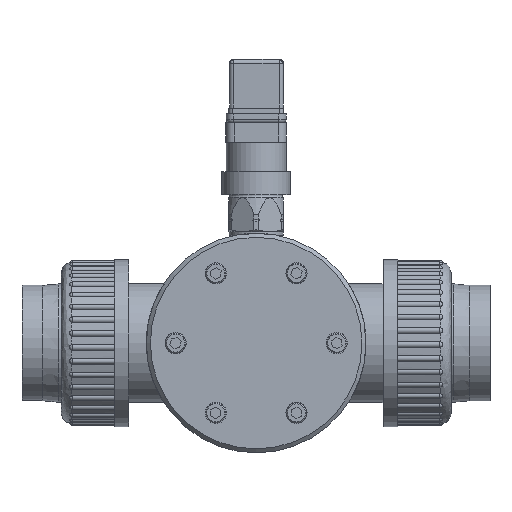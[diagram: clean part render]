
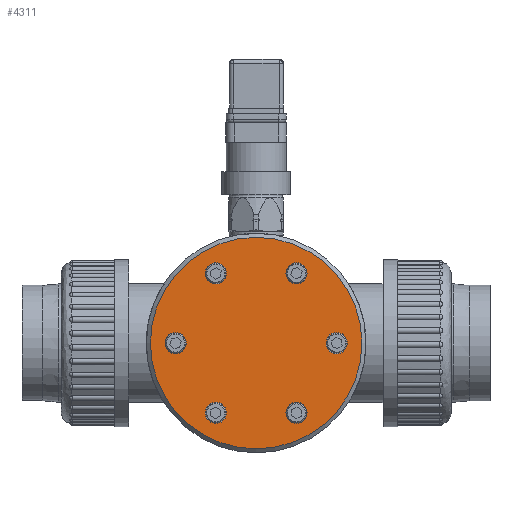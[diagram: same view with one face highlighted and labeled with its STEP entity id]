
A CAD part, front view. The second image highlights one B-rep face of the part: STEP entity #4311.
In plain terms, the highlighted planar face has unit normal (0, -1, 0).
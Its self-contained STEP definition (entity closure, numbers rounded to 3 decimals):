
#257 = AXIS2_PLACEMENT_3D ( 'NONE', #371, #18237, #3555 ) ;
#371 = CARTESIAN_POINT ( 'NONE',  ( 40., 0., 0. ) ) ;
#436 = VERTEX_POINT ( 'NONE', #11901 ) ;
#705 = AXIS2_PLACEMENT_3D ( 'NONE', #20601, #17156, #5932 ) ;
#1211 = CARTESIAN_POINT ( 'NONE',  ( -20., 0., -39.891 ) ) ;
#1318 = VERTEX_POINT ( 'NONE', #8171 ) ;
#1899 = DIRECTION ( 'NONE',  ( 0., 0., -1. ) ) ;
#2128 = EDGE_LOOP ( 'NONE', ( #2321 ) ) ;
#2270 = VERTEX_POINT ( 'NONE', #8833 ) ;
#2321 = ORIENTED_EDGE ( 'NONE', *, *, #5947, .F. ) ;
#2461 = CARTESIAN_POINT ( 'NONE',  ( 0., 0., 0. ) ) ;
#2589 = AXIS2_PLACEMENT_3D ( 'NONE', #9644, #21099, #1899 ) ;
#2639 = EDGE_LOOP ( 'NONE', ( #15195 ) ) ;
#2676 = CIRCLE ( 'NONE', #10230, 5.25 ) ;
#2917 = DIRECTION ( 'NONE',  ( 0., 0., -1. ) ) ;
#2956 = CARTESIAN_POINT ( 'NONE',  ( 20., 0., 34.641 ) ) ;
#3555 = DIRECTION ( 'NONE',  ( 0., 0., -1. ) ) ;
#4006 = CIRCLE ( 'NONE', #4697, 5.25 ) ;
#4070 = EDGE_CURVE ( 'NONE', #8940, #8940, #5691, .T. ) ;
#4311 = ADVANCED_FACE ( 'NONE', ( #10637, #20256, #6021, #9341, #20581, #5593, #5700 ), #12227, .F. ) ;
#4629 = VERTEX_POINT ( 'NONE', #1211 ) ;
#4697 = AXIS2_PLACEMENT_3D ( 'NONE', #20839, #11087, #2917 ) ;
#5158 = CARTESIAN_POINT ( 'NONE',  ( 0., 0., 52.5 ) ) ;
#5547 = EDGE_CURVE ( 'NONE', #2270, #2270, #19165, .T. ) ;
#5593 = FACE_BOUND ( 'NONE', #2639, .T. ) ;
#5691 = CIRCLE ( 'NONE', #2589, 5.25 ) ;
#5700 = FACE_OUTER_BOUND ( 'NONE', #8841, .T. ) ;
#5932 = DIRECTION ( 'NONE',  ( 0., 0., -1. ) ) ;
#5947 = EDGE_CURVE ( 'NONE', #19401, #19401, #16855, .T. ) ;
#6021 = FACE_BOUND ( 'NONE', #12644, .T. ) ;
#6093 = AXIS2_PLACEMENT_3D ( 'NONE', #8417, #14914, #6801 ) ;
#6801 = DIRECTION ( 'NONE',  ( 0., 0., 1. ) ) ;
#7191 = EDGE_LOOP ( 'NONE', ( #16426 ) ) ;
#7624 = DIRECTION ( 'NONE',  ( 0., 1., 0. ) ) ;
#7645 = CARTESIAN_POINT ( 'NONE',  ( -40., 0., -5.25 ) ) ;
#8171 = CARTESIAN_POINT ( 'NONE',  ( -20., 0., 29.391 ) ) ;
#8316 = EDGE_CURVE ( 'NONE', #1318, #1318, #4006, .T. ) ;
#8417 = CARTESIAN_POINT ( 'NONE',  ( 0., 0., 0. ) ) ;
#8639 = DIRECTION ( 'NONE',  ( 0., 0., -1. ) ) ;
#8768 = AXIS2_PLACEMENT_3D ( 'NONE', #2956, #20975, #19141 ) ;
#8833 = CARTESIAN_POINT ( 'NONE',  ( 20., 0., -39.891 ) ) ;
#8841 = EDGE_LOOP ( 'NONE', ( #9448 ) ) ;
#8940 = VERTEX_POINT ( 'NONE', #7645 ) ;
#9341 = FACE_BOUND ( 'NONE', #7191, .T. ) ;
#9448 = ORIENTED_EDGE ( 'NONE', *, *, #17443, .T. ) ;
#9644 = CARTESIAN_POINT ( 'NONE',  ( -40., 0., 0. ) ) ;
#10230 = AXIS2_PLACEMENT_3D ( 'NONE', #11415, #16741, #8639 ) ;
#10637 = FACE_BOUND ( 'NONE', #19469, .T. ) ;
#11087 = DIRECTION ( 'NONE',  ( 0., -1., 0. ) ) ;
#11415 = CARTESIAN_POINT ( 'NONE',  ( -20., 0., -34.641 ) ) ;
#11568 = CIRCLE ( 'NONE', #257, 5.25 ) ;
#11901 = CARTESIAN_POINT ( 'NONE',  ( 40., 0., -5.25 ) ) ;
#12227 = PLANE ( 'NONE',  #16952 ) ;
#12644 = EDGE_LOOP ( 'NONE', ( #13488 ) ) ;
#12674 = EDGE_CURVE ( 'NONE', #4629, #4629, #2676, .T. ) ;
#12879 = CARTESIAN_POINT ( 'NONE',  ( 20., 0., 29.391 ) ) ;
#13287 = VERTEX_POINT ( 'NONE', #5158 ) ;
#13488 = ORIENTED_EDGE ( 'NONE', *, *, #5547, .F. ) ;
#14914 = DIRECTION ( 'NONE',  ( 0., -1., 0. ) ) ;
#15043 = EDGE_LOOP ( 'NONE', ( #16231 ) ) ;
#15195 = ORIENTED_EDGE ( 'NONE', *, *, #8316, .F. ) ;
#16231 = ORIENTED_EDGE ( 'NONE', *, *, #12674, .F. ) ;
#16426 = ORIENTED_EDGE ( 'NONE', *, *, #18584, .F. ) ;
#16741 = DIRECTION ( 'NONE',  ( 0., -1., 0. ) ) ;
#16855 = CIRCLE ( 'NONE', #8768, 5.25 ) ;
#16952 = AXIS2_PLACEMENT_3D ( 'NONE', #2461, #7624, #20684 ) ;
#17156 = DIRECTION ( 'NONE',  ( 0., -1., 0. ) ) ;
#17443 = EDGE_CURVE ( 'NONE', #13287, #13287, #17670, .T. ) ;
#17670 = CIRCLE ( 'NONE', #6093, 52.5 ) ;
#18237 = DIRECTION ( 'NONE',  ( 0., -1., 0. ) ) ;
#18584 = EDGE_CURVE ( 'NONE', #436, #436, #11568, .T. ) ;
#19141 = DIRECTION ( 'NONE',  ( 0., 0., -1. ) ) ;
#19165 = CIRCLE ( 'NONE', #705, 5.25 ) ;
#19401 = VERTEX_POINT ( 'NONE', #12879 ) ;
#19469 = EDGE_LOOP ( 'NONE', ( #20550 ) ) ;
#20256 = FACE_BOUND ( 'NONE', #15043, .T. ) ;
#20550 = ORIENTED_EDGE ( 'NONE', *, *, #4070, .F. ) ;
#20581 = FACE_BOUND ( 'NONE', #2128, .T. ) ;
#20601 = CARTESIAN_POINT ( 'NONE',  ( 20., 0., -34.641 ) ) ;
#20684 = DIRECTION ( 'NONE',  ( 0., 0., 1. ) ) ;
#20839 = CARTESIAN_POINT ( 'NONE',  ( -20., 0., 34.641 ) ) ;
#20975 = DIRECTION ( 'NONE',  ( 0., -1., 0. ) ) ;
#21099 = DIRECTION ( 'NONE',  ( 0., -1., 0. ) ) ;
